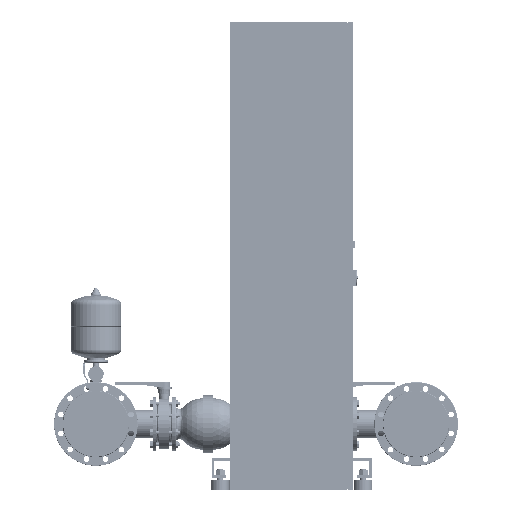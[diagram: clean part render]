
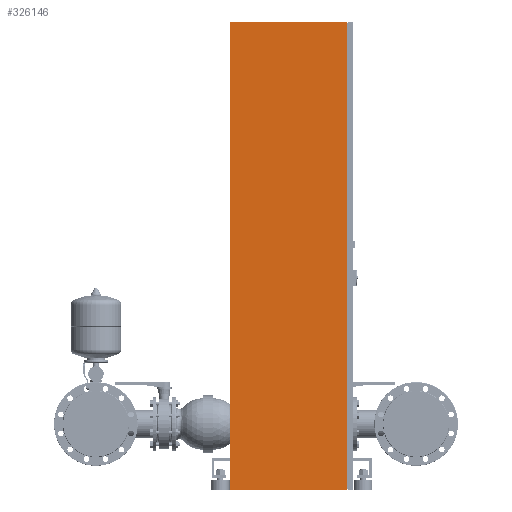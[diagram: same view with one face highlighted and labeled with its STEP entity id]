
A CAD part, left-side view. The second image highlights one B-rep face of the part: STEP entity #326146.
In plain terms, the highlighted planar face has unit normal (-1, 0, 0).
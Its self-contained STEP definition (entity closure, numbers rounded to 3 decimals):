
#326107=CARTESIAN_POINT('',(-950.0,250.0,0.0));
#326108=DIRECTION('',(-1.0,0.0,0.0));
#326109=DIRECTION('',(0.0,-1.0,0.0));
#326110=AXIS2_PLACEMENT_3D('',#326107,#326108,#326109);
#326111=PLANE('',#326110);
#326112=CARTESIAN_POINT('',(-950.0,-225.0,0.));
#326113=VERTEX_POINT('',#326112);
#326114=CARTESIAN_POINT('',(-950.,-225.,1900.0));
#326115=VERTEX_POINT('',#326114);
#326116=CARTESIAN_POINT('',(-950.0,-225.0,0.));
#326117=DIRECTION('',(0.0,0.0,1.0));
#326118=VECTOR('',#326117,1900.0);
#326119=LINE('',#326116,#326118);
#326120=EDGE_CURVE('',#326113,#326115,#326119,.T.);
#326121=ORIENTED_EDGE('',*,*,#326120,.T.);
#326122=CARTESIAN_POINT('',(-950.,250.,1900.0));
#326123=VERTEX_POINT('',#326122);
#326124=CARTESIAN_POINT('',(-950.,250.,1900.0));
#326125=DIRECTION('',(0.0,-1.0,0.0));
#326126=VECTOR('',#326125,475.0);
#326127=LINE('',#326124,#326126);
#326128=EDGE_CURVE('',#326123,#326115,#326127,.T.);
#326129=ORIENTED_EDGE('',*,*,#326128,.F.);
#326130=CARTESIAN_POINT('',(-950.0,250.0,0.0));
#326131=VERTEX_POINT('',#326130);
#326132=CARTESIAN_POINT('',(-950.,250.,1900.0));
#326133=DIRECTION('',(0.0,0.0,-1.0));
#326134=VECTOR('',#326133,1900.0);
#326135=LINE('',#326132,#326134);
#326136=EDGE_CURVE('',#326123,#326131,#326135,.T.);
#326137=ORIENTED_EDGE('',*,*,#326136,.T.);
#326138=CARTESIAN_POINT('',(-950.0,250.0,0.0));
#326139=DIRECTION('',(0.0,-1.0,0.0));
#326140=VECTOR('',#326139,475.0);
#326141=LINE('',#326138,#326140);
#326142=EDGE_CURVE('',#326131,#326113,#326141,.T.);
#326143=ORIENTED_EDGE('',*,*,#326142,.T.);
#326144=EDGE_LOOP('',(#326121,#326129,#326137,#326143));
#326145=FACE_OUTER_BOUND('',#326144,.T.);
#326146=ADVANCED_FACE('',(#326145),#326111,.T.);
